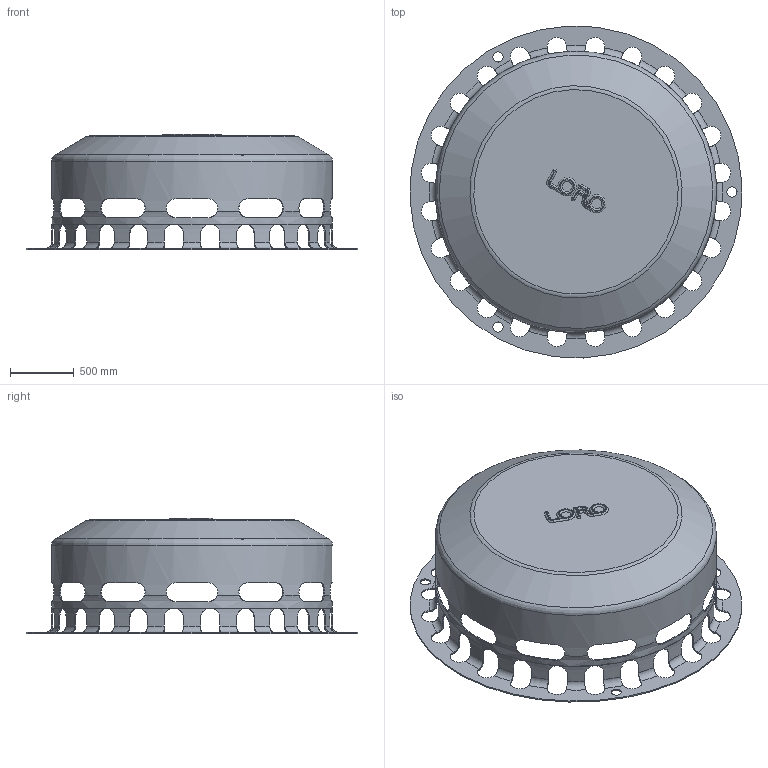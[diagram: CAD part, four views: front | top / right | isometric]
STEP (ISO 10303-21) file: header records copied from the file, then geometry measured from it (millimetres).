
FILE_DESCRIPTION(/* description */ (''),/* implementation_level */ '2;1');
FILE_NAME(/* name */ '21013.000X_3D.stp',/* time_stamp */ '2024-12-12T08:14:02+01:00',/* author */ ('CAD'),/* organization */ (''),/* preprocessor_version */ 'ST-DEVELOPER v20',/* originating_system */ 'AutoCAD Mechanical',/* authorisation */ '');
FILE_SCHEMA (('AUTOMOTIVE_DESIGN { 1 0 10303 214 3 1 1 }'));
Length unit declared in the file: centimetre
Products named in the file (3): Product; *S0; KORB1
Assembly tree (2 placements, depth 2):
  Product
    *S0
    KORB1
Bounding box: 2597.53 x 2597.53 x 902.5 mm (x, y, z)
Volume: 86989804.1 mm3; surface area: 17940488.7 mm2
Topology: 3 solids, 3 shells, 456 faces, 1302 edges, 807 vertices
Faces by surface type: cylinder 219, plane 153, torus 76, bspline 3, sphere 3, cone 2
Full cylindrical faces by diameter (mm): 80 x3, 105 x2, 2180 x2, 2200 x2, 2600 x1
Entity records: 20308 total; most frequent: CARTESIAN_POINT 8727, ORIENTED_EDGE 2600, DIRECTION 2285, EDGE_CURVE 1300, AXIS2_PLACEMENT_3D 918, VERTEX_POINT 807, EDGE_LOOP 471, CIRCLE 457
